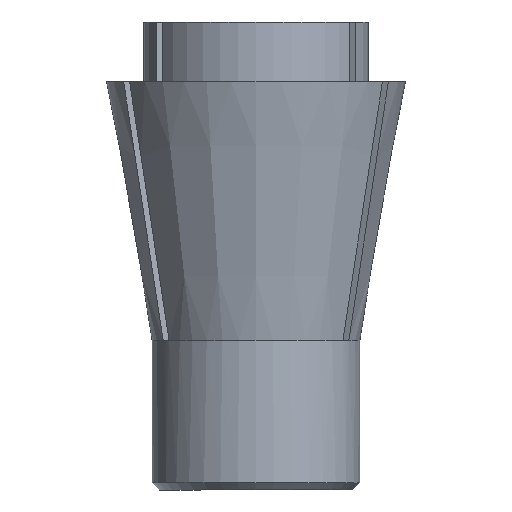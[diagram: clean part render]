
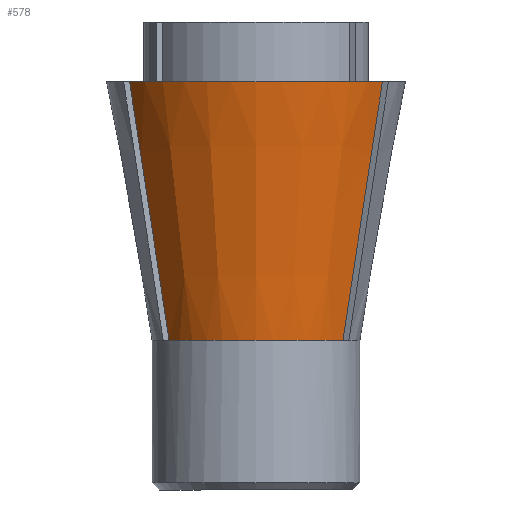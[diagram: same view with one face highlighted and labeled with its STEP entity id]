
A CAD part, left-side view. The second image highlights one B-rep face of the part: STEP entity #578.
In plain terms, the highlighted conical face has half-angle 10 degrees and reference radius 6.95 mm.
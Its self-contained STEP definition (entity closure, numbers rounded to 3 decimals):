
#173 = VERTEX_POINT('',#174);
#174 = CARTESIAN_POINT('',(-3.816,5.809,10.));
#181 = EDGE_CURVE('',#182,#173,#184,.T.);
#182 = VERTEX_POINT('',#183);
#183 = CARTESIAN_POINT('',(-3.816,-5.809,10.));
#184 = CIRCLE('',#185,6.95);
#185 = AXIS2_PLACEMENT_3D('',#186,#187,#188);
#186 = CARTESIAN_POINT('',(0.,0.,10.));
#187 = DIRECTION('',(0.,0.,-1.));
#188 = DIRECTION('',(1.,0.,0.));
#578 = ADVANCED_FACE('',(#579),#607,.T.);
#579 = FACE_BOUND('',#580,.F.);
#580 = EDGE_LOOP('',(#581,#592,#599,#600));
#581 = ORIENTED_EDGE('',*,*,#582,.F.);
#582 = EDGE_CURVE('',#583,#585,#587,.T.);
#583 = VERTEX_POINT('',#584);
#584 = CARTESIAN_POINT('',(-5.343,-8.454,27.3));
#585 = VERTEX_POINT('',#586);
#586 = CARTESIAN_POINT('',(-5.343,8.454,27.3));
#587 = CIRCLE('',#588,10.);
#588 = AXIS2_PLACEMENT_3D('',#589,#590,#591);
#589 = CARTESIAN_POINT('',(0.,0.,27.3));
#590 = DIRECTION('',(0.,0.,-1.));
#591 = DIRECTION('',(1.,0.,0.));
#592 = ORIENTED_EDGE('',*,*,#593,.T.);
#593 = EDGE_CURVE('',#583,#182,#594,.T.);
#594 = HYPERBOLA('',#595,2.269,0.4);
#595 = AXIS2_PLACEMENT_3D('',#596,#597,#598);
#596 = CARTESIAN_POINT('',(-0.346,0.2,-29.415));
#597 = DIRECTION('',(-0.866,0.5,0.));
#598 = DIRECTION('',(0.,0.,1.));
#599 = ORIENTED_EDGE('',*,*,#181,.T.);
#600 = ORIENTED_EDGE('',*,*,#601,.F.);
#601 = EDGE_CURVE('',#585,#173,#602,.T.);
#602 = HYPERBOLA('',#603,2.269,0.4);
#603 = AXIS2_PLACEMENT_3D('',#604,#605,#606);
#604 = CARTESIAN_POINT('',(-0.346,-0.2,-29.415));
#605 = DIRECTION('',(0.866,0.5,0.));
#606 = DIRECTION('',(0.,0.,1.));
#607 = CONICAL_SURFACE('',#608,6.95,0.175);
#608 = AXIS2_PLACEMENT_3D('',#609,#610,#611);
#609 = CARTESIAN_POINT('',(0.,0.,10.));
#610 = DIRECTION('',(0.,0.,1.));
#611 = DIRECTION('',(1.,0.,0.));
